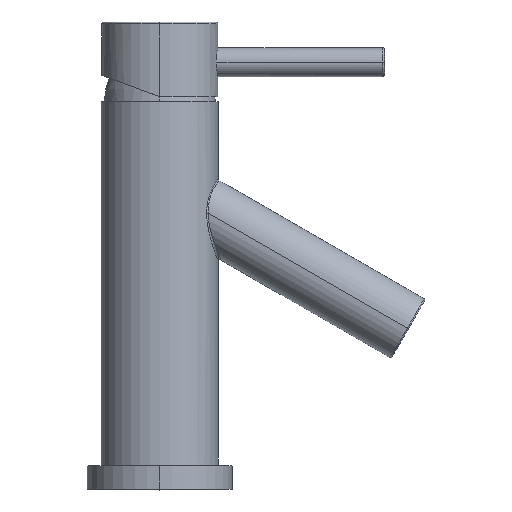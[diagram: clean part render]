
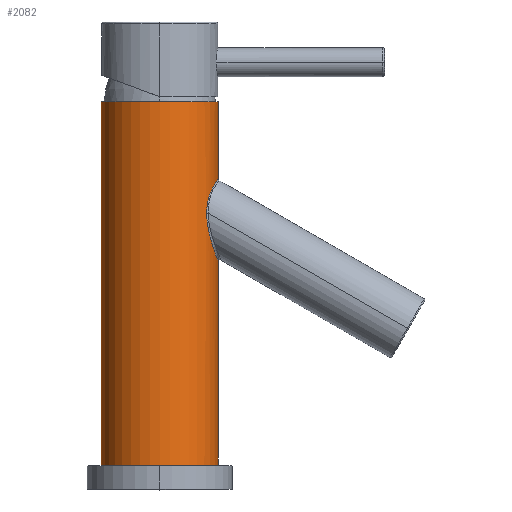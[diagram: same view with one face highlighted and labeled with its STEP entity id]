
A CAD part, top view. The second image highlights one B-rep face of the part: STEP entity #2082.
In plain terms, the highlighted cylindrical face has radius 24.003 mm (diameter 48.006 mm), a partial arc.
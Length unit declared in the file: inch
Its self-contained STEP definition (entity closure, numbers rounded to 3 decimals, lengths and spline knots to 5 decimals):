
#647=CARTESIAN_POINT('',(0.,6.235,0.));
#648=DIRECTION('',(0.,-1.,0.));
#649=DIRECTION('',(1.,0.,0.));
#650=AXIS2_PLACEMENT_3D('',#647,#648,#649);
#717=CARTESIAN_POINT('',(0.945,4.98499,
0.));
#722=DIRECTION('',(0.,-1.,0.));
#723=VECTOR('',#722,5.9);
#724=CARTESIAN_POINT('',(-0.945,6.235,0.));
#725=LINE('',#724,#723);
#753=CARTESIAN_POINT('',(0.,0.335,0.));
#754=DIRECTION('',(0.,-1.,0.));
#755=DIRECTION('',(1.,0.,0.));
#756=AXIS2_PLACEMENT_3D('',#753,#754,#755);
#839=DIRECTION('',(0.,-1.,0.));
#840=VECTOR('',#839,1.25001);
#841=CARTESIAN_POINT('',(0.945,6.235,0.));
#842=LINE('',#841,#840);
#846=CARTESIAN_POINT('',(0.945,4.98499,
0.));
#847=CARTESIAN_POINT('',(0.945,4.98499,0.01627));
#848=CARTESIAN_POINT('',(0.94416,4.98381,0.04877));
#849=CARTESIAN_POINT('',(0.94039,4.97847,0.09738));
#850=CARTESIAN_POINT('',(0.93417,4.96955,0.14534));
#851=CARTESIAN_POINT('',(0.92563,4.95704,0.19228));
#852=CARTESIAN_POINT('',(0.91498,4.94094,0.2378));
#853=CARTESIAN_POINT('',(0.90248,4.92131,0.28147));
#854=CARTESIAN_POINT('',(0.88848,4.89822,0.32285));
#855=CARTESIAN_POINT('',(0.87343,4.87186,0.3615));
#856=CARTESIAN_POINT('',(0.85784,4.84249,0.39699));
#857=CARTESIAN_POINT('',(0.84221,4.81041,0.42906));
#858=CARTESIAN_POINT('',(0.82704,4.7759,0.45753));
#859=CARTESIAN_POINT('',(0.81274,4.73927,0.48241));
#860=CARTESIAN_POINT('',(0.79968,4.70071,0.50369));
#861=CARTESIAN_POINT('',(0.78812,4.66035,0.52155));
#862=CARTESIAN_POINT('',(0.7782,4.61795,0.5362));
#863=CARTESIAN_POINT('',(0.77016,4.57331,0.54766));
#864=CARTESIAN_POINT('',(0.76416,4.52643,0.55597));
#865=CARTESIAN_POINT('',(0.76046,4.47732,0.561));
#866=CARTESIAN_POINT('',(0.75961,4.44314,0.56215));
#867=CARTESIAN_POINT('',(0.75961,4.42569,0.56215));
#872=CARTESIAN_POINT('',(0.75961,4.42569,0.56215));
#873=CARTESIAN_POINT('',(0.75961,4.40723,0.56215));
#874=CARTESIAN_POINT('',(0.76056,4.36895,0.56087));
#875=CARTESIAN_POINT('',(0.76517,4.30746,0.5546));
#876=CARTESIAN_POINT('',(0.77324,4.24188,0.54334));
#877=CARTESIAN_POINT('',(0.78486,4.1728,0.5265));
#878=CARTESIAN_POINT('',(0.79975,4.10185,0.50373));
#879=CARTESIAN_POINT('',(0.81707,4.03154,0.47524));
#880=CARTESIAN_POINT('',(0.83553,3.96496,0.44209));
#881=CARTESIAN_POINT('',(0.85388,3.90431,0.40558));
#882=CARTESIAN_POINT('',(0.87106,3.85103,0.36726));
#883=CARTESIAN_POINT('',(0.88656,3.80521,0.32807));
#884=CARTESIAN_POINT('',(0.9001,3.76657,0.28881));
#885=CARTESIAN_POINT('',(0.91162,3.73458,0.25001));
#886=CARTESIAN_POINT('',(0.92117,3.70858,0.21205));
#887=CARTESIAN_POINT('',(0.9289,3.68785,0.175));
#888=CARTESIAN_POINT('',(0.93502,3.67165,0.13858));
#889=CARTESIAN_POINT('',(0.93962,3.65955,0.10275));
#890=CARTESIAN_POINT('',(0.94279,3.6513,0.06767));
#891=CARTESIAN_POINT('',(0.94461,3.64654,0.03341));
#892=CARTESIAN_POINT('',(0.945,3.64553,0.01105));
#893=CARTESIAN_POINT('',(0.945,3.64553,
0.));
#898=DIRECTION('',(0.,-1.,0.));
#899=VECTOR('',#898,3.31053);
#900=CARTESIAN_POINT('',(0.945,3.64553,
0.));
#901=LINE('',#900,#899);
#1277=CARTESIAN_POINT('',(-0.945,6.235,0.));
#1278=CARTESIAN_POINT('',(0.945,6.235,0.));
#1279=VERTEX_POINT('',#1277);
#1280=VERTEX_POINT('',#1278);
#1282=VERTEX_POINT('',#717);
#1285=VERTEX_POINT('',#867);
#1287=VERTEX_POINT('',#893);
#1289=CARTESIAN_POINT('',(-0.945,0.335,0.));
#1290=CARTESIAN_POINT('',(0.945,0.335,0.));
#1291=VERTEX_POINT('',#1289);
#1292=VERTEX_POINT('',#1290);
#2066=CARTESIAN_POINT('',(0.,6.235,0.));
#2067=DIRECTION('',(0.,-1.,0.));
#2068=DIRECTION('',(-1.,0.,0.));
#2069=AXIS2_PLACEMENT_3D('',#2066,#2067,#2068);
#2070=CYLINDRICAL_SURFACE('',#2069,0.945);
#2071=ORIENTED_EDGE('',*,*,#1941,.F.);
#2072=ORIENTED_EDGE('',*,*,#1916,.F.);
#2073=ORIENTED_EDGE('',*,*,#1938,.T.);
#2075=ORIENTED_EDGE('',*,*,#2074,.T.);
#2077=ORIENTED_EDGE('',*,*,#2076,.T.);
#2078=ORIENTED_EDGE('',*,*,#1932,.T.);
#2079=ORIENTED_EDGE('',*,*,#1958,.T.);
#2080=EDGE_LOOP('',(#2071,#2072,#2073,#2075,#2077,#2078,#2079));
#2081=FACE_OUTER_BOUND('',#2080,.F.);
#651=CIRCLE('',#650,0.945);
#757=CIRCLE('',#756,0.945);
#868=B_SPLINE_CURVE_WITH_KNOTS('',3,(#846,#847,#848,#849,#850,#851,#852,#853,
#854,#855,#856,#857,#858,#859,#860,#861,#862,#863,#864,#865,#866,#867),
.UNSPECIFIED.,.F.,.F.,(4,1,1,1,1,1,1,1,1,1,1,1,1,1,1,1,1,1,1,4),(0.,
0.05263,0.10526,0.15789,0.21053,
0.26316,0.31579,0.36842,0.42105,
0.47368,0.52632,0.57895,0.63158,
0.68421,0.73684,0.78947,0.84211,
0.89474,0.94737,1.),.UNSPECIFIED.);
#894=B_SPLINE_CURVE_WITH_KNOTS('',3,(#872,#873,#874,#875,#876,#877,#878,#879,
#880,#881,#882,#883,#884,#885,#886,#887,#888,#889,#890,#891,#892,#893),
.UNSPECIFIED.,.F.,.F.,(4,1,1,1,1,1,1,1,1,1,1,1,1,1,1,1,1,1,1,4),(0.,
0.05263,0.10526,0.15789,0.21053,
0.26316,0.31579,0.36842,0.42105,
0.47368,0.52632,0.57895,0.63158,
0.68421,0.73684,0.78947,0.84211,
0.89474,0.94737,1.),.UNSPECIFIED.);
#1916=EDGE_CURVE('',#1280,#1279,#651,.T.);
#1932=EDGE_CURVE('',#1287,#1292,#901,.T.);
#1938=EDGE_CURVE('',#1280,#1282,#842,.T.);
#1941=EDGE_CURVE('',#1279,#1291,#725,.T.);
#1958=EDGE_CURVE('',#1292,#1291,#757,.T.);
#2074=EDGE_CURVE('',#1282,#1285,#868,.T.);
#2076=EDGE_CURVE('',#1285,#1287,#894,.T.);
#2082=ADVANCED_FACE('',(#2081),#2070,.T.);
